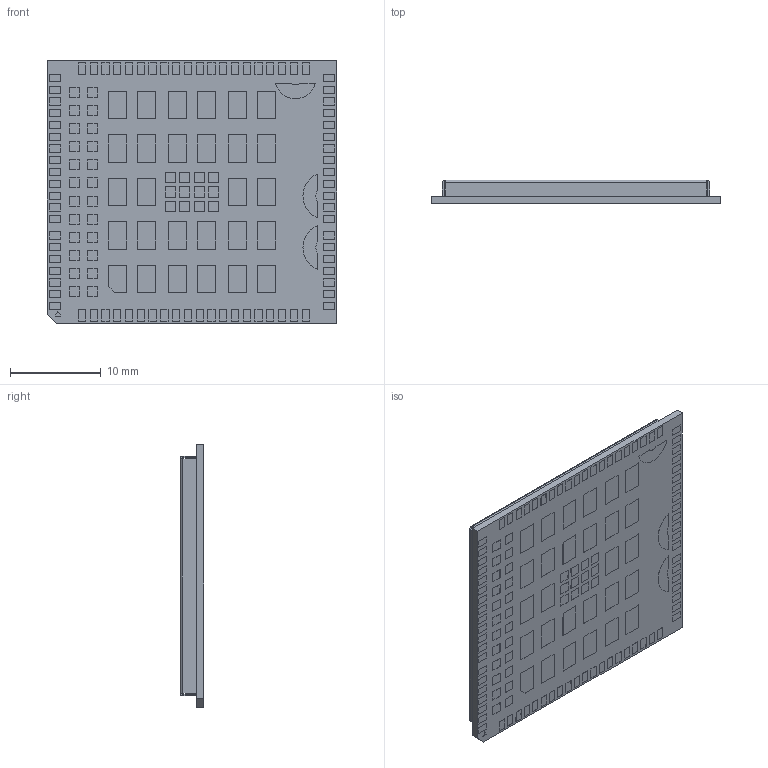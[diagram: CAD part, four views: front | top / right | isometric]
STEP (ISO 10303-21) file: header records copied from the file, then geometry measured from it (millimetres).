
FILE_DESCRIPTION (( 'STEP AP214' ), '1' );
FILE_NAME ('EG25G.STEP', '2022-07-14T05:15:54', ( '' ), ( '' ), 'SwSTEP 2.0', 'SolidWorks 2017', '' );
FILE_SCHEMA (( 'AUTOMOTIVE_DESIGN' ));
Length unit declared in the file: millimetre
Products named in the file (1): EG25G
Bounding box: 32 x 2.6 x 29 mm (x, y, z)
Volume: 931.5 mm3; surface area: 4651.2 mm2
Topology: 151 solids, 151 shells, 1684 faces, 3667 edges, 2434 vertices
Faces by surface type: plane 1656, cylinder 28
Entity records: 46355 total; most frequent: CARTESIAN_POINT 7786, ORIENTED_EDGE 7334, DIRECTION 7093, EDGE_CURVE 3667, VECTOR 3611, LINE 3611, VERTEX_POINT 2434, EDGE_LOOP 1833
